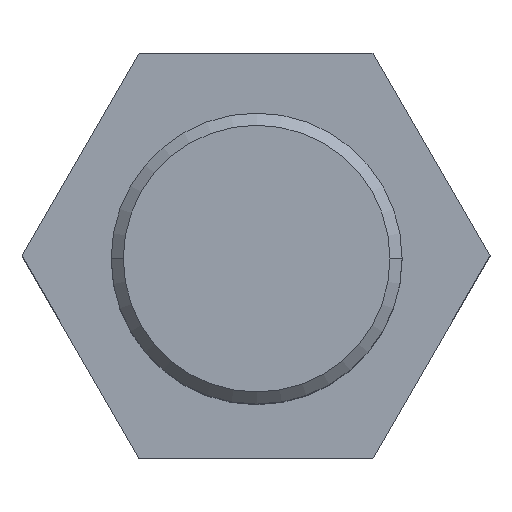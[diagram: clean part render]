
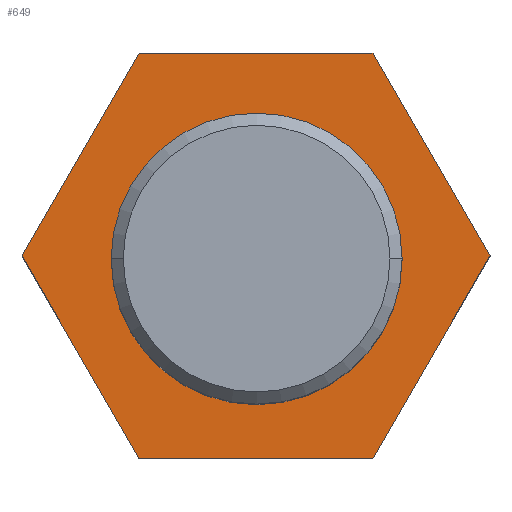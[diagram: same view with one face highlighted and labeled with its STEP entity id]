
A CAD part, top view. The second image highlights one B-rep face of the part: STEP entity #649.
In plain terms, the highlighted planar face has unit normal (0, 0, 1).
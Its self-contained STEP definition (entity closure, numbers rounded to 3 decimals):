
#1 = AXIS2_PLACEMENT_3D ( 'NONE', #594, #82, #364 ) ;
#13 = LINE ( 'NONE', #456, #437 ) ;
#18 = VERTEX_POINT ( 'NONE', #385 ) ;
#23 = LINE ( 'NONE', #516, #570 ) ;
#48 = EDGE_CURVE ( 'NONE', #75, #230, #23, .T. ) ;
#51 = DIRECTION ( 'NONE',  ( 1., 0., 0. ) ) ;
#65 = CIRCLE ( 'NONE', #92, 6. ) ;
#69 = EDGE_LOOP ( 'NONE', ( #301, #524 ) ) ;
#75 = VERTEX_POINT ( 'NONE', #337 ) ;
#82 = DIRECTION ( 'NONE',  ( 0., 0., -1. ) ) ;
#92 = AXIS2_PLACEMENT_3D ( 'NONE', #289, #576, #459 ) ;
#108 = DIRECTION ( 'NONE',  ( 0.5, -0.866, 0. ) ) ;
#110 = ORIENTED_EDGE ( 'NONE', *, *, #523, .T. ) ;
#115 = CARTESIAN_POINT ( 'NONE',  ( 9.623, 0.143, 26. ) ) ;
#119 = VECTOR ( 'NONE', #51, 1000. ) ;
#127 = FACE_OUTER_BOUND ( 'NONE', #352, .T. ) ;
#133 = CARTESIAN_POINT ( 'NONE',  ( -4.851, -8.213, 26. ) ) ;
#135 = DIRECTION ( 'NONE',  ( -0.5, 0.866, 0. ) ) ;
#140 = CARTESIAN_POINT ( 'NONE',  ( 9.623, 0.143, 26. ) ) ;
#146 = CARTESIAN_POINT ( 'NONE',  ( 6., 0., 26. ) ) ;
#165 = LINE ( 'NONE', #140, #206 ) ;
#172 = VERTEX_POINT ( 'NONE', #115 ) ;
#191 = CARTESIAN_POINT ( 'NONE',  ( 0., 0., 26. ) ) ;
#195 = VECTOR ( 'NONE', #410, 1000. ) ;
#206 = VECTOR ( 'NONE', #356, 1000. ) ;
#212 = LINE ( 'NONE', #578, #195 ) ;
#230 = VERTEX_POINT ( 'NONE', #133 ) ;
#235 = VERTEX_POINT ( 'NONE', #146 ) ;
#239 = VERTEX_POINT ( 'NONE', #634 ) ;
#257 = EDGE_CURVE ( 'NONE', #423, #172, #165, .T. ) ;
#261 = ORIENTED_EDGE ( 'NONE', *, *, #675, .T. ) ;
#264 = ORIENTED_EDGE ( 'NONE', *, *, #566, .T. ) ;
#289 = CARTESIAN_POINT ( 'NONE',  ( 0., 0., 26. ) ) ;
#296 = PLANE ( 'NONE',  #1 ) ;
#301 = ORIENTED_EDGE ( 'NONE', *, *, #716, .F. ) ;
#337 = CARTESIAN_POINT ( 'NONE',  ( -9.676, 0.143, 26. ) ) ;
#343 = CARTESIAN_POINT ( 'NONE',  ( -4.851, 8.5, 26. ) ) ;
#344 = DIRECTION ( 'NONE',  ( -1., 0., 0. ) ) ;
#346 = CARTESIAN_POINT ( 'NONE',  ( 4.798, -8.213, 26. ) ) ;
#352 = EDGE_LOOP ( 'NONE', ( #264, #631, #461, #448, #261, #110 ) ) ;
#356 = DIRECTION ( 'NONE',  ( 0.5, 0.866, 0. ) ) ;
#364 = DIRECTION ( 'NONE',  ( -1., 0., 0. ) ) ;
#385 = CARTESIAN_POINT ( 'NONE',  ( 4.798, 8.5, 26. ) ) ;
#402 = EDGE_CURVE ( 'NONE', #230, #423, #669, .T. ) ;
#410 = DIRECTION ( 'NONE',  ( -0.5, -0.866, 0. ) ) ;
#413 = DIRECTION ( 'NONE',  ( 0., 0., 1. ) ) ;
#423 = VERTEX_POINT ( 'NONE', #346 ) ;
#433 = VERTEX_POINT ( 'NONE', #343 ) ;
#434 = AXIS2_PLACEMENT_3D ( 'NONE', #191, #413, #646 ) ;
#437 = VECTOR ( 'NONE', #344, 1000. ) ;
#448 = ORIENTED_EDGE ( 'NONE', *, *, #257, .T. ) ;
#456 = CARTESIAN_POINT ( 'NONE',  ( -4.851, 8.5, 26. ) ) ;
#459 = DIRECTION ( 'NONE',  ( -1., 0., 0. ) ) ;
#461 = ORIENTED_EDGE ( 'NONE', *, *, #402, .T. ) ;
#487 = EDGE_CURVE ( 'NONE', #235, #239, #65, .T. ) ;
#503 = CARTESIAN_POINT ( 'NONE',  ( 4.798, -8.213, 26. ) ) ;
#516 = CARTESIAN_POINT ( 'NONE',  ( -4.851, -8.213, 26. ) ) ;
#523 = EDGE_CURVE ( 'NONE', #18, #433, #13, .T. ) ;
#524 = ORIENTED_EDGE ( 'NONE', *, *, #487, .F. ) ;
#554 = VECTOR ( 'NONE', #135, 1000. ) ;
#566 = EDGE_CURVE ( 'NONE', #433, #75, #212, .T. ) ;
#570 = VECTOR ( 'NONE', #108, 1000. ) ;
#571 = LINE ( 'NONE', #641, #554 ) ;
#576 = DIRECTION ( 'NONE',  ( 0., 0., 1. ) ) ;
#578 = CARTESIAN_POINT ( 'NONE',  ( -9.676, 0.143, 26. ) ) ;
#590 = FACE_BOUND ( 'NONE', #69, .T. ) ;
#594 = CARTESIAN_POINT ( 'NONE',  ( -0.027, 16.857, 26. ) ) ;
#631 = ORIENTED_EDGE ( 'NONE', *, *, #48, .T. ) ;
#634 = CARTESIAN_POINT ( 'NONE',  ( -6., 0., 26. ) ) ;
#641 = CARTESIAN_POINT ( 'NONE',  ( 4.798, 8.5, 26. ) ) ;
#646 = DIRECTION ( 'NONE',  ( -1., 0., 0. ) ) ;
#649 = ADVANCED_FACE ( 'NONE', ( #127, #590 ), #296, .F. ) ;
#669 = LINE ( 'NONE', #503, #119 ) ;
#675 = EDGE_CURVE ( 'NONE', #172, #18, #571, .T. ) ;
#689 = CIRCLE ( 'NONE', #434, 6. ) ;
#716 = EDGE_CURVE ( 'NONE', #239, #235, #689, .T. ) ;
